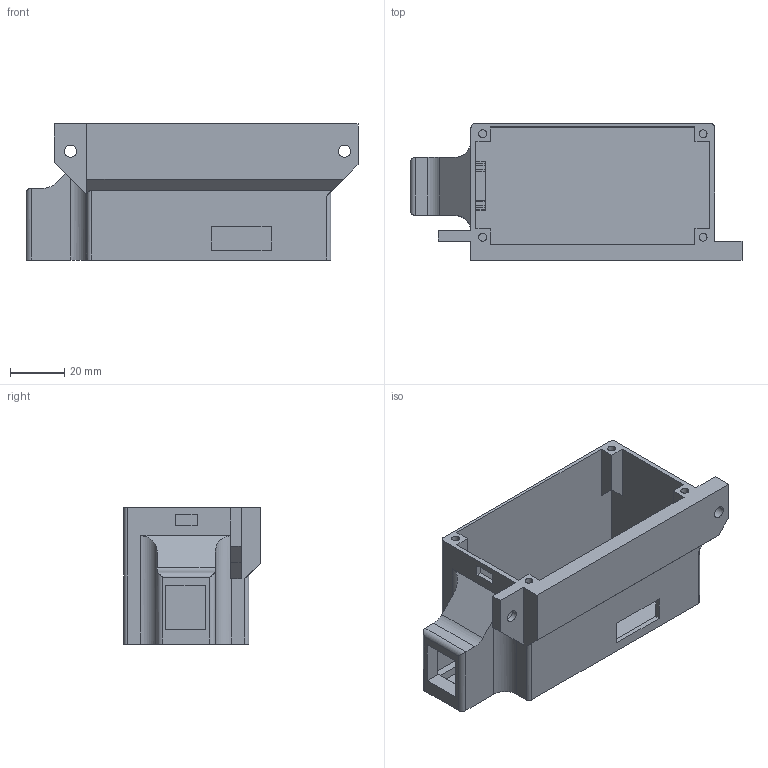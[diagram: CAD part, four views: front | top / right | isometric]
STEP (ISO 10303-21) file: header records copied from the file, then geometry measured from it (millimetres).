
FILE_DESCRIPTION (( 'STEP AP203' ), '1' );
FILE_NAME ('16_electronicsbox_top_2020base_cat6.step', '2021-01-10T11:52:52', ( '' ), ( '' ), 'SwSTEP 2.0', 'SolidWorks 2020', '' );
FILE_SCHEMA (( 'CONFIG_CONTROL_DESIGN' ));
Length unit declared in the file: millimetre
Products named in the file (1): 16_electronicsbox_top_2020base_cat6
Bounding box: 122 x 50.2 x 50 mm (x, y, z)
Volume: 40956.3 mm3; surface area: 40169.6 mm2
Topology: 1 solids, 1 shells, 127 faces, 348 edges, 227 vertices
Faces by surface type: plane 102, cylinder 25
Entity records: 4061 total; most frequent: CARTESIAN_POINT 724, ORIENTED_EDGE 696, DIRECTION 639, EDGE_CURVE 348, VECTOR 299, LINE 299, VERTEX_POINT 227, AXIS2_PLACEMENT_3D 170
